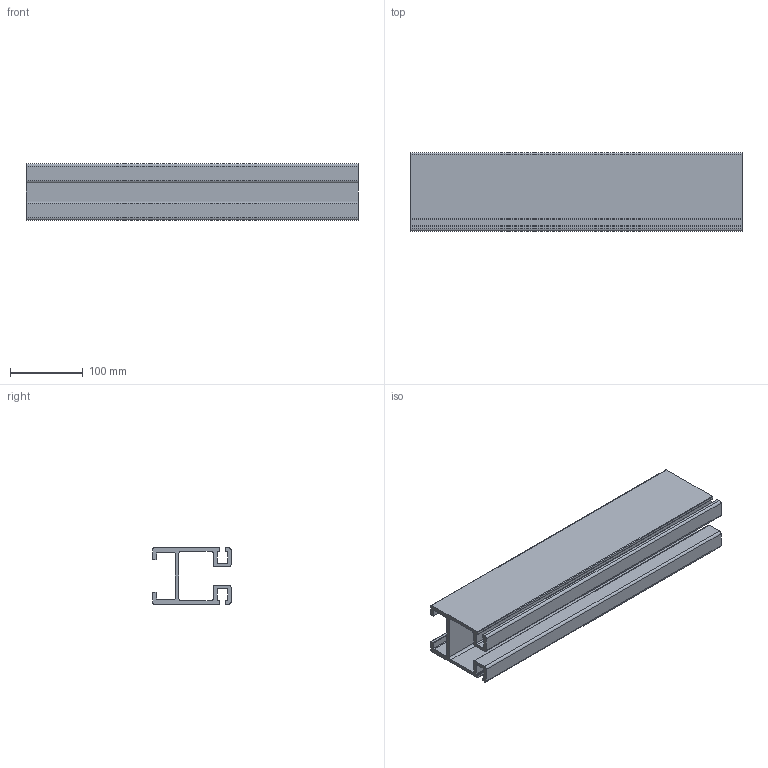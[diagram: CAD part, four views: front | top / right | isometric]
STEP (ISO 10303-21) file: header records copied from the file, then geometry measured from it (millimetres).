
FILE_DESCRIPTION((''),'2;1');
FILE_NAME('87022.stp','2009-10-13T07:34:14',('jholman'),(''),'Autodesk Inventor 2009','Autodesk Inventor 2009','');
FILE_SCHEMA(('AUTOMOTIVE_DESIGN { 1 0 10303 214 1 1 1 1 }'));
Length unit declared in the file: inch
Products named in the file (1): EX118HE4B
Bounding box: 457.2 x 107.7 x 77.79 mm (x, y, z)
Volume: 941887.7 mm3; surface area: 364044.9 mm2
Topology: 1 solids, 1 shells, 85 faces, 245 edges, 162 vertices
Faces by surface type: plane 49, cylinder 36
Entity records: 2829 total; most frequent: CARTESIAN_POINT 493, DIRECTION 491, ORIENTED_EDGE 490, EDGE_CURVE 245, VECTOR 171, LINE 171, VERTEX_POINT 162, AXIS2_PLACEMENT_3D 160
